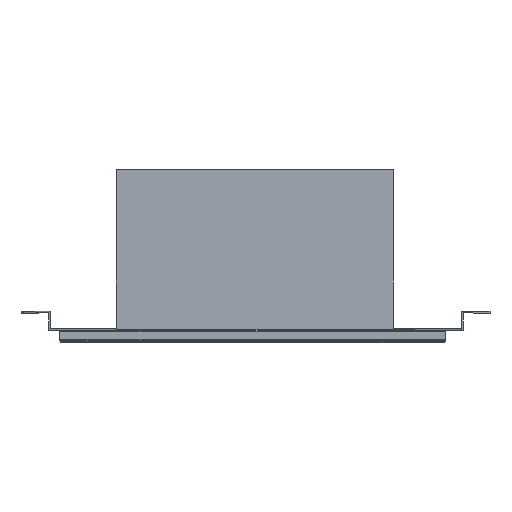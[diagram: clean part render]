
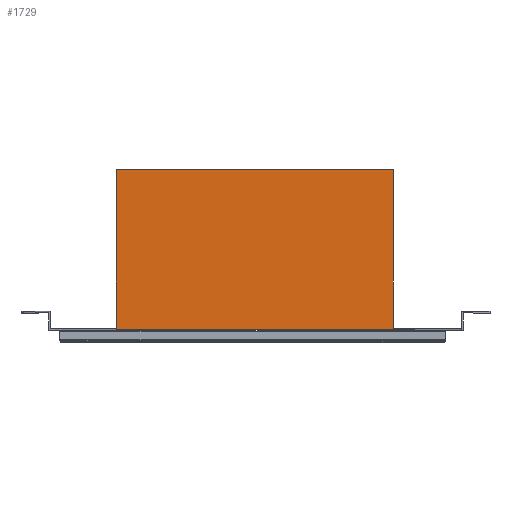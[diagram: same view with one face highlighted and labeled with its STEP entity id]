
A CAD part, left-side view. The second image highlights one B-rep face of the part: STEP entity #1729.
In plain terms, the highlighted planar face has unit normal (-1, 0, 0).
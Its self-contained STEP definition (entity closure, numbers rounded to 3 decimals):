
#111 = CARTESIAN_POINT ( 'NONE',  ( -304.206, -69.855, 6.764 ) ) ;
#201 = VERTEX_POINT ( 'NONE', #591 ) ;
#280 = ORIENTED_EDGE ( 'NONE', *, *, #1937, .F. ) ;
#347 = CARTESIAN_POINT ( 'NONE',  ( -304.206, 71.086, 6.764 ) ) ;
#374 = DIRECTION ( 'NONE',  ( 0., 0., 1. ) ) ;
#451 = AXIS2_PLACEMENT_3D ( 'NONE', #2001, #565, #2228 ) ;
#474 = FACE_OUTER_BOUND ( 'NONE', #2570, .T. ) ;
#565 = DIRECTION ( 'NONE',  ( 1., 0., 0. ) ) ;
#591 = CARTESIAN_POINT ( 'NONE',  ( -304.206, -69.855, 6.764 ) ) ;
#624 = CARTESIAN_POINT ( 'NONE',  ( -304.206, 71.086, 88. ) ) ;
#649 = VECTOR ( 'NONE', #2878, 1000. ) ;
#1030 = VERTEX_POINT ( 'NONE', #1293 ) ;
#1293 = CARTESIAN_POINT ( 'NONE',  ( -304.206, -69.855, 88. ) ) ;
#1357 = CARTESIAN_POINT ( 'NONE',  ( -304.206, 71.086, 6.764 ) ) ;
#1372 = VERTEX_POINT ( 'NONE', #2085 ) ;
#1579 = CARTESIAN_POINT ( 'NONE',  ( -304.206, 71.086, 6.764 ) ) ;
#1729 = ADVANCED_FACE ( 'NONE', ( #474 ), #1992, .F. ) ;
#1776 = EDGE_CURVE ( 'NONE', #2567, #1372, #2182, .T. ) ;
#1853 = VECTOR ( 'NONE', #2029, 1000. ) ;
#1895 = ORIENTED_EDGE ( 'NONE', *, *, #1971, .T. ) ;
#1910 = EDGE_CURVE ( 'NONE', #201, #1030, #2526, .T. ) ;
#1937 = EDGE_CURVE ( 'NONE', #1372, #1030, #2360, .T. ) ;
#1968 = VECTOR ( 'NONE', #374, 1000. ) ;
#1971 = EDGE_CURVE ( 'NONE', #2567, #201, #2450, .T. ) ;
#1978 = ORIENTED_EDGE ( 'NONE', *, *, #1910, .T. ) ;
#1992 = PLANE ( 'NONE',  #451 ) ;
#2001 = CARTESIAN_POINT ( 'NONE',  ( -304.206, 0., 0. ) ) ;
#2029 = DIRECTION ( 'NONE',  ( 0., 0., 1. ) ) ;
#2063 = DIRECTION ( 'NONE',  ( 0., -1., 0. ) ) ;
#2085 = CARTESIAN_POINT ( 'NONE',  ( -304.206, 71.086, 88. ) ) ;
#2097 = ORIENTED_EDGE ( 'NONE', *, *, #1776, .F. ) ;
#2182 = LINE ( 'NONE', #347, #1853 ) ;
#2228 = DIRECTION ( 'NONE',  ( 0., 0., -1. ) ) ;
#2360 = LINE ( 'NONE', #624, #2853 ) ;
#2450 = LINE ( 'NONE', #1357, #649 ) ;
#2526 = LINE ( 'NONE', #111, #1968 ) ;
#2567 = VERTEX_POINT ( 'NONE', #1579 ) ;
#2570 = EDGE_LOOP ( 'NONE', ( #1978, #280, #2097, #1895 ) ) ;
#2853 = VECTOR ( 'NONE', #2063, 1000. ) ;
#2878 = DIRECTION ( 'NONE',  ( 0., -1., 0. ) ) ;
